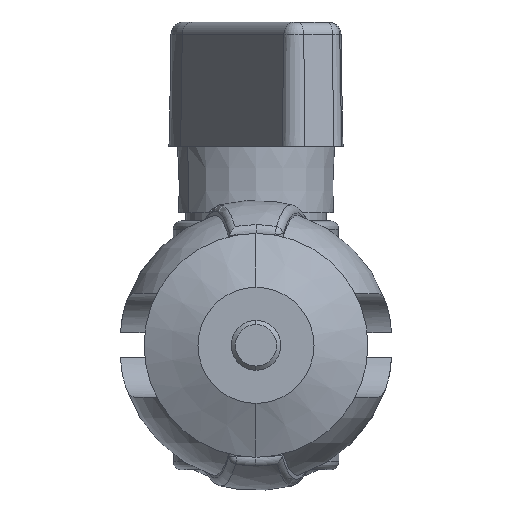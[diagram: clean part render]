
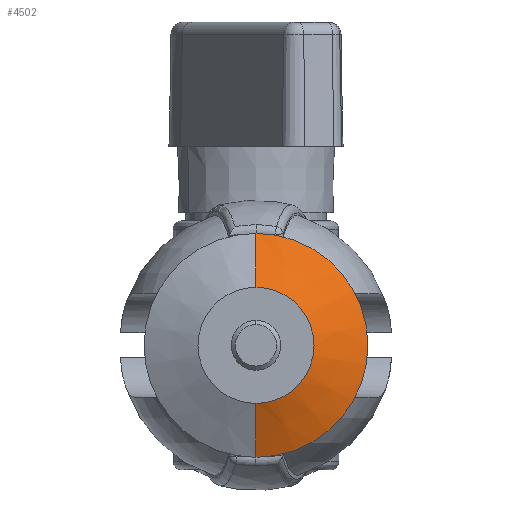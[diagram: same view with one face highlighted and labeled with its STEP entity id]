
A CAD part, front view. The second image highlights one B-rep face of the part: STEP entity #4502.
In plain terms, the highlighted conical face has half-angle 65.225 degrees and reference radius 7 mm.
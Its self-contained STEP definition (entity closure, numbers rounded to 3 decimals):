
#17 = DIRECTION ( 'NONE',  ( 0., -0.419, -0.908 ) ) ;
#191 = CARTESIAN_POINT ( 'NONE',  ( 0., 6.5, 0. ) ) ;
#229 = CARTESIAN_POINT ( 'NONE',  ( 0., 6.5, 7. ) ) ;
#792 = VERTEX_POINT ( 'NONE', #229 ) ;
#919 = EDGE_CURVE ( 'NONE', #792, #3186, #10380, .T. ) ;
#934 = CARTESIAN_POINT ( 'NONE',  ( 0., 6.5, -7. ) ) ;
#1640 = CARTESIAN_POINT ( 'NONE',  ( 0., 6.5, -7. ) ) ;
#2420 = AXIS2_PLACEMENT_3D ( 'NONE', #10199, #9279, #9174 ) ;
#2624 = CONICAL_SURFACE ( 'NONE', #5183, 7., 1.138 ) ;
#2685 = DIRECTION ( 'NONE',  ( 0., -1., 0. ) ) ;
#2752 = EDGE_CURVE ( 'NONE', #792, #3288, #7739, .T. ) ;
#2963 = ORIENTED_EDGE ( 'NONE', *, *, #919, .T. ) ;
#3138 = ORIENTED_EDGE ( 'NONE', *, *, #2752, .F. ) ;
#3186 = VERTEX_POINT ( 'NONE', #10681 ) ;
#3246 = VECTOR ( 'NONE', #17, 1000. ) ;
#3288 = VERTEX_POINT ( 'NONE', #1640 ) ;
#3509 = CIRCLE ( 'NONE', #2420, 13.5 ) ;
#3584 = EDGE_CURVE ( 'NONE', #7629, #3186, #3509, .T. ) ;
#3695 = DIRECTION ( 'NONE',  ( 0., 1., 0. ) ) ;
#4092 = AXIS2_PLACEMENT_3D ( 'NONE', #191, #3695, #8092 ) ;
#4241 = EDGE_LOOP ( 'NONE', ( #3138, #2963, #9419, #9902 ) ) ;
#4502 = ADVANCED_FACE ( 'NONE', ( #7202 ), #2624, .T. ) ;
#5183 = AXIS2_PLACEMENT_3D ( 'NONE', #10553, #2685, #6180 ) ;
#6094 = LINE ( 'NONE', #934, #3246 ) ;
#6180 = DIRECTION ( 'NONE',  ( 0., 0., -1. ) ) ;
#6246 = VECTOR ( 'NONE', #8001, 1000. ) ;
#6558 = CARTESIAN_POINT ( 'NONE',  ( 0., 3.5, -13.5 ) ) ;
#6974 = CARTESIAN_POINT ( 'NONE',  ( 0., 6.5, 7. ) ) ;
#7202 = FACE_OUTER_BOUND ( 'NONE', #4241, .T. ) ;
#7629 = VERTEX_POINT ( 'NONE', #6558 ) ;
#7739 = CIRCLE ( 'NONE', #4092, 7. ) ;
#8001 = DIRECTION ( 'NONE',  ( 0., -0.419, 0.908 ) ) ;
#8092 = DIRECTION ( 'NONE',  ( 0., 0., 1. ) ) ;
#9174 = DIRECTION ( 'NONE',  ( 0., 0., 1. ) ) ;
#9279 = DIRECTION ( 'NONE',  ( 0., -1., 0. ) ) ;
#9419 = ORIENTED_EDGE ( 'NONE', *, *, #3584, .F. ) ;
#9902 = ORIENTED_EDGE ( 'NONE', *, *, #10472, .F. ) ;
#10199 = CARTESIAN_POINT ( 'NONE',  ( 0., 3.5, 0. ) ) ;
#10380 = LINE ( 'NONE', #6974, #6246 ) ;
#10472 = EDGE_CURVE ( 'NONE', #3288, #7629, #6094, .T. ) ;
#10553 = CARTESIAN_POINT ( 'NONE',  ( 0., 6.5, 0. ) ) ;
#10681 = CARTESIAN_POINT ( 'NONE',  ( 0., 3.5, 13.5 ) ) ;
